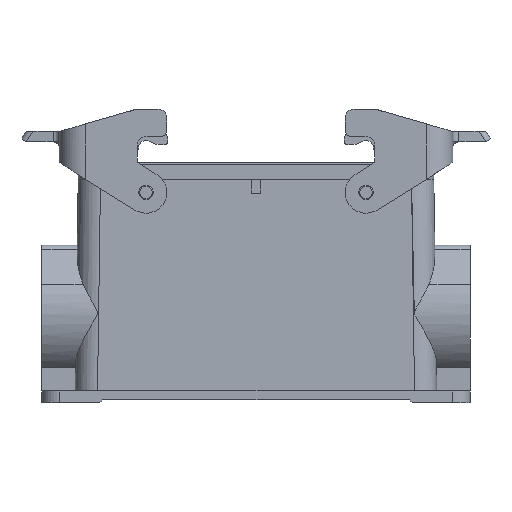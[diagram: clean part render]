
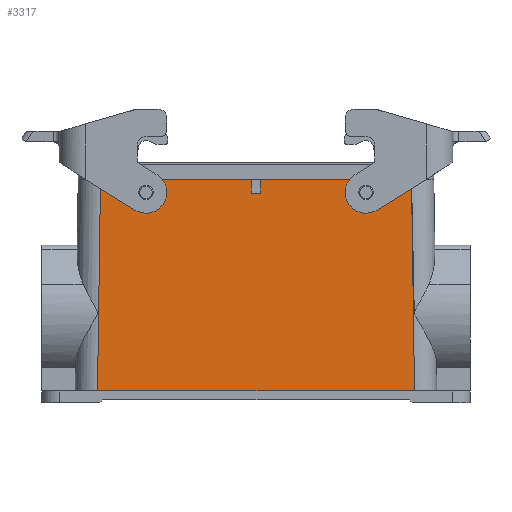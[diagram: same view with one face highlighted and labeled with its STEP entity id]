
A CAD part, front view. The second image highlights one B-rep face of the part: STEP entity #3317.
In plain terms, the highlighted planar face has unit normal (0, -1, 0.011).
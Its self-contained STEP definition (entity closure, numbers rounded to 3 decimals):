
#3317=ADVANCED_FACE('',(#4158,#4159,#4160),#3806,.F.);
#3806=PLANE('',#11385);
#4103=ELLIPSE('',#11381,3.5,3.5);
#4104=ELLIPSE('',#11382,1.475,1.475);
#4105=ELLIPSE('',#11383,3.5,3.5);
#4106=ELLIPSE('',#11384,1.475,1.475);
#4158=FACE_BOUND('',#4303,.T.);
#4159=FACE_BOUND('',#4304,.T.);
#4160=FACE_BOUND('',#4305,.T.);
#4303=EDGE_LOOP('',(#4896,#4897,#4898,#4899));
#4304=EDGE_LOOP('',(#4900,#4901,#4902,#4903,#4904,#4905,#4906,#4907));
#4305=EDGE_LOOP('',(#4908,#4909,#4910,#4911));
#4896=ORIENTED_EDGE('',*,*,#8114,.F.);
#4897=ORIENTED_EDGE('',*,*,#8115,.F.);
#4898=ORIENTED_EDGE('',*,*,#8116,.F.);
#4899=ORIENTED_EDGE('',*,*,#8117,.F.);
#4900=ORIENTED_EDGE('',*,*,#8118,.F.);
#4901=ORIENTED_EDGE('',*,*,#8119,.F.);
#4902=ORIENTED_EDGE('',*,*,#8120,.F.);
#4903=ORIENTED_EDGE('',*,*,#8121,.F.);
#4904=ORIENTED_EDGE('',*,*,#8122,.F.);
#4905=ORIENTED_EDGE('',*,*,#8123,.F.);
#4906=ORIENTED_EDGE('',*,*,#8124,.F.);
#4907=ORIENTED_EDGE('',*,*,#8125,.F.);
#4908=ORIENTED_EDGE('',*,*,#8126,.F.);
#4909=ORIENTED_EDGE('',*,*,#8127,.F.);
#4910=ORIENTED_EDGE('',*,*,#8128,.F.);
#4911=ORIENTED_EDGE('',*,*,#8129,.F.);
#7316=VERTEX_POINT('',#14537);
#7317=VERTEX_POINT('',#14538);
#7318=VERTEX_POINT('',#14540);
#7319=VERTEX_POINT('',#14542);
#7320=VERTEX_POINT('',#14545);
#7321=VERTEX_POINT('',#14546);
#7322=VERTEX_POINT('',#14548);
#7323=VERTEX_POINT('',#14550);
#7324=VERTEX_POINT('',#14552);
#7325=VERTEX_POINT('',#14554);
#7326=VERTEX_POINT('',#14556);
#7327=VERTEX_POINT('',#14558);
#7328=VERTEX_POINT('',#14561);
#7329=VERTEX_POINT('',#14562);
#7330=VERTEX_POINT('',#14564);
#7331=VERTEX_POINT('',#14566);
#8114=EDGE_CURVE('',#7316,#7317,#4103,.T.);
#8115=EDGE_CURVE('',#7318,#7316,#9316,.T.);
#8116=EDGE_CURVE('',#7319,#7318,#4104,.T.);
#8117=EDGE_CURVE('',#7317,#7319,#9317,.T.);
#8118=EDGE_CURVE('',#7320,#7321,#9318,.T.);
#8119=EDGE_CURVE('',#7322,#7320,#9319,.T.);
#8120=EDGE_CURVE('',#7323,#7322,#9320,.T.);
#8121=EDGE_CURVE('',#7324,#7323,#9321,.T.);
#8122=EDGE_CURVE('',#7325,#7324,#9322,.T.);
#8123=EDGE_CURVE('',#7326,#7325,#9323,.T.);
#8124=EDGE_CURVE('',#7327,#7326,#9324,.T.);
#8125=EDGE_CURVE('',#7321,#7327,#9325,.T.);
#8126=EDGE_CURVE('',#7328,#7329,#4105,.T.);
#8127=EDGE_CURVE('',#7330,#7328,#9326,.T.);
#8128=EDGE_CURVE('',#7331,#7330,#4106,.T.);
#8129=EDGE_CURVE('',#7329,#7331,#9327,.T.);
#9316=LINE('',#14539,#10152);
#9317=LINE('',#14543,#10153);
#9318=LINE('',#14544,#10154);
#9319=LINE('',#14547,#10155);
#9320=LINE('',#14549,#10156);
#9321=LINE('',#14551,#10157);
#9322=LINE('',#14553,#10158);
#9323=LINE('',#14555,#10159);
#9324=LINE('',#14557,#10160);
#9325=LINE('',#14559,#10161);
#9326=LINE('',#14563,#10162);
#9327=LINE('',#14567,#10163);
#10152=VECTOR('',#12173,1.);
#10153=VECTOR('',#12176,1.);
#10154=VECTOR('',#12177,1.);
#10155=VECTOR('',#12178,1.);
#10156=VECTOR('',#12179,1.);
#10157=VECTOR('',#12180,1.);
#10158=VECTOR('',#12181,1.);
#10159=VECTOR('',#12182,1.);
#10160=VECTOR('',#12183,1.);
#10161=VECTOR('',#12184,1.);
#10162=VECTOR('',#12187,1.);
#10163=VECTOR('',#12190,1.);
#11381=AXIS2_PLACEMENT_3D('',#14536,#12171,#12172);
#11382=AXIS2_PLACEMENT_3D('',#14541,#12174,#12175);
#11383=AXIS2_PLACEMENT_3D('',#14560,#12185,#12186);
#11384=AXIS2_PLACEMENT_3D('',#14565,#12188,#12189);
#11385=AXIS2_PLACEMENT_3D('',#14568,#12191,#12192);
#12171=DIRECTION('',(0.,-1.,0.011));
#12172=DIRECTION('',(0.,0.011,1.));
#12173=DIRECTION('',(-1.,0.,0.));
#12174=DIRECTION('',(0.,-1.,0.011));
#12175=DIRECTION('',(0.,0.011,1.));
#12176=DIRECTION('',(-1.,0.,0.));
#12177=DIRECTION('',(0.,-0.011,-1.));
#12178=DIRECTION('',(1.,0.,0.));
#12179=DIRECTION('',(0.014,0.011,1.));
#12180=DIRECTION('',(-1.,0.,0.));
#12181=DIRECTION('',(0.014,-0.011,-1.));
#12182=DIRECTION('',(1.,0.,0.));
#12183=DIRECTION('',(0.,0.011,1.));
#12184=DIRECTION('',(1.,0.,0.));
#12185=DIRECTION('',(0.,-1.,0.011));
#12186=DIRECTION('',(0.,0.011,1.));
#12187=DIRECTION('',(-1.,0.,0.));
#12188=DIRECTION('',(0.,-1.,0.011));
#12189=DIRECTION('',(0.,0.011,1.));
#12190=DIRECTION('',(-1.,0.,0.));
#12191=DIRECTION('',(0.,1.,-0.011));
#12192=DIRECTION('',(0.,0.011,1.));
#14536=CARTESIAN_POINT('',(-37.,-21.547,1.4));
#14537=CARTESIAN_POINT('',(-40.5,-21.547,1.4));
#14538=CARTESIAN_POINT('',(-33.5,-21.547,1.4));
#14539=CARTESIAN_POINT('',(-63.961,-21.547,1.4));
#14540=CARTESIAN_POINT('',(-38.475,-21.547,1.4));
#14541=CARTESIAN_POINT('',(-37.,-21.547,1.4));
#14542=CARTESIAN_POINT('',(-35.525,-21.547,1.4));
#14543=CARTESIAN_POINT('',(-63.961,-21.547,1.4));
#14544=CARTESIAN_POINT('',(-1.6,-21.5,5.6));
#14545=CARTESIAN_POINT('',(-1.6,-21.498,5.8));
#14546=CARTESIAN_POINT('',(-1.6,-21.551,1.1));
#14547=CARTESIAN_POINT('',(-63.961,-21.498,5.8));
#14548=CARTESIAN_POINT('',(-52.298,-21.498,5.8));
#14549=CARTESIAN_POINT('',(-53.289,-22.291,-64.609));
#14550=CARTESIAN_POINT('',(-53.3,-22.3,-65.4));
#14551=CARTESIAN_POINT('',(-79.2,-22.3,-65.4));
#14552=CARTESIAN_POINT('',(53.3,-22.3,-65.4));
#14553=CARTESIAN_POINT('',(52.3,-21.5,5.6));
#14554=CARTESIAN_POINT('',(52.298,-21.498,5.8));
#14555=CARTESIAN_POINT('',(-63.961,-21.498,5.8));
#14556=CARTESIAN_POINT('',(1.6,-21.498,5.8));
#14557=CARTESIAN_POINT('',(1.6,-21.551,1.1));
#14558=CARTESIAN_POINT('',(1.6,-21.551,1.1));
#14559=CARTESIAN_POINT('',(-1.6,-21.551,1.1));
#14560=CARTESIAN_POINT('',(37.,-21.547,1.4));
#14561=CARTESIAN_POINT('',(33.5,-21.547,1.4));
#14562=CARTESIAN_POINT('',(40.5,-21.547,1.4));
#14563=CARTESIAN_POINT('',(-63.961,-21.547,1.4));
#14564=CARTESIAN_POINT('',(35.525,-21.547,1.4));
#14565=CARTESIAN_POINT('',(37.,-21.547,1.4));
#14566=CARTESIAN_POINT('',(38.475,-21.547,1.4));
#14567=CARTESIAN_POINT('',(-63.961,-21.547,1.4));
#14568=CARTESIAN_POINT('',(-63.961,-22.34,-68.95));
